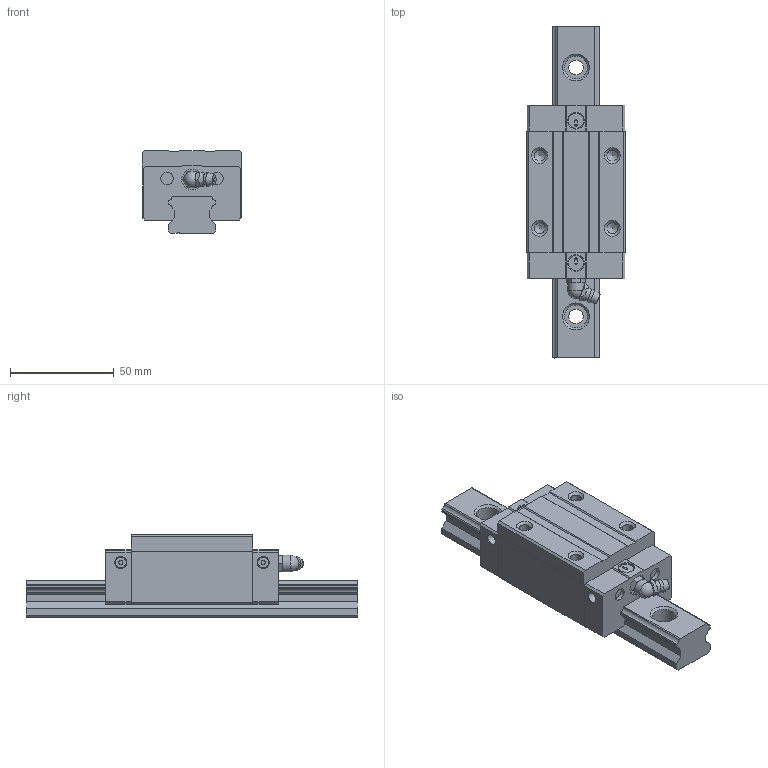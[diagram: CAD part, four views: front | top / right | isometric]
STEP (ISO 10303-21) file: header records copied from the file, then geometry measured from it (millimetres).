
FILE_DESCRIPTION( ( 'Unknown' ), '1' );
FILE_NAME( 'LMG25H.stp', 'Unknown', ( 'Unknown' ), ( 'Unknown' ), 'PSStep 17.0.49', 'Unknown', ' ' );
FILE_SCHEMA( ( 'AUTOMOTIVE_DESIGN { 1 0 10303 214 1 1 1 1 }' ) );
Length unit declared in the file: millimetre
Products named in the file (4): Assem1; LMG25H
Assembly tree (3 placements, depth 2):
  Assem1
    LMG25H
    LMG25H
    LMG25H
Bounding box: 48 x 160 x 40 mm (x, y, z)
Volume: 156228.1 mm3; surface area: 35779.6 mm2
Topology: 3 solids, 3 shells, 253 faces, 658 edges, 431 vertices
Faces by surface type: plane 138, cylinder 81, cone 24, torus 7, sphere 2, bspline 1
Full cylindrical faces by diameter (mm): 1 x2, 2 x4, 5.2 x4, 5.3 x4, 6 x5, 7 x3, 7.4 x2, 8 x1, 10 x2, 11 x3
Entity records: 9513 total; most frequent: CARTESIAN_POINT 1415, DIRECTION 1270, ORIENTED_EDGE 1156, EDGE_CURVE 578, AXIS2_PLACEMENT_3D 454, VERTEX_POINT 415, LINE 362, VECTOR 362
